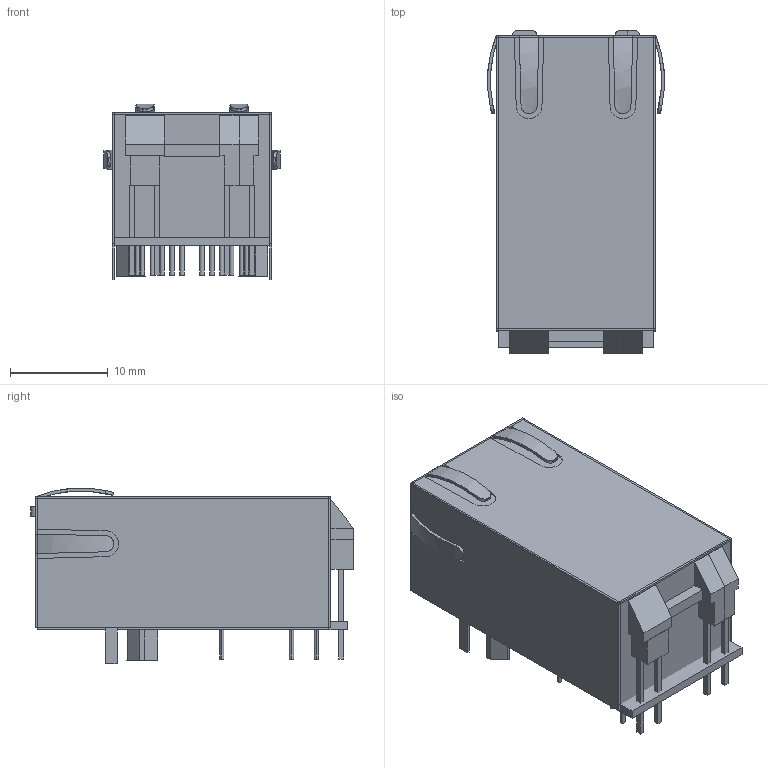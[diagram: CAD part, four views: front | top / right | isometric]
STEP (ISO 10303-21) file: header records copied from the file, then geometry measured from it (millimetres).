
FILE_DESCRIPTION((''),'2;1');
FILE_NAME('BELFUSE_0826-1X1T-80-F.stp','2014-04-30T09:53:22',(''),(''),'Mechanical Desktop 2011','Mechanical Desktop 2011',', , ');
FILE_SCHEMA(('AUTOMOTIVE_DESIGN { 1 2 10303 214 1 1 1 1 }'));
Length unit declared in the file: millimetre
Products named in the file (1): Product
Bounding box: 18.09 x 33 x 17.97 mm (x, y, z)
Volume: 5783.6 mm3; surface area: 6923.6 mm2
Topology: 55 solids, 55 shells, 378 faces, 811 edges, 554 vertices
Faces by surface type: plane 265, bspline 59, cylinder 54
Entity records: 10360 total; most frequent: CARTESIAN_POINT 2151, ORIENTED_EDGE 1602, DIRECTION 1551, EDGE_CURVE 801, VECTOR 679, LINE 679, VERTEX_POINT 534, AXIS2_PLACEMENT_3D 436
